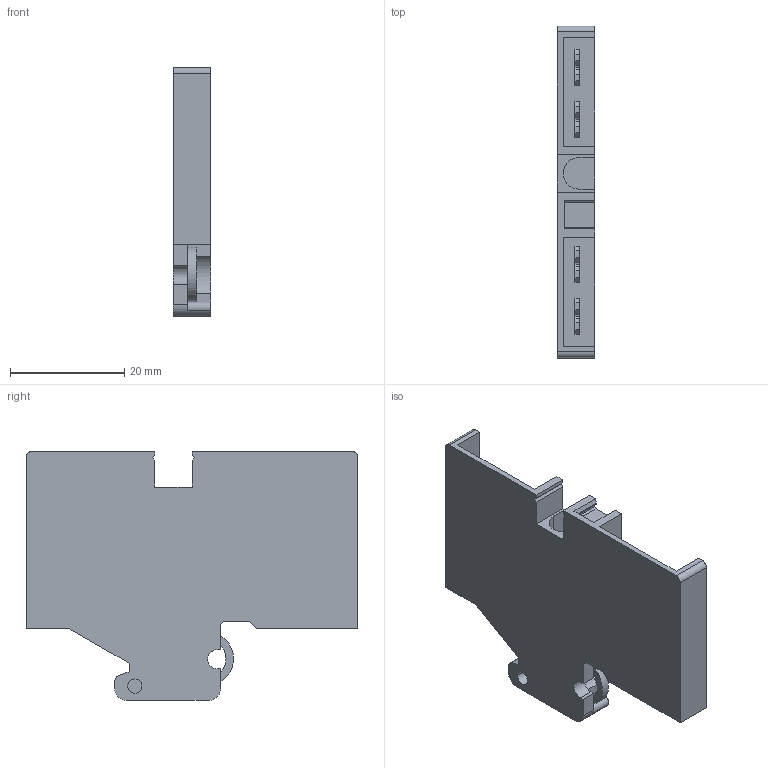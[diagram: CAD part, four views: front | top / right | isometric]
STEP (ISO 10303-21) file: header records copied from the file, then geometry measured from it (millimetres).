
FILE_DESCRIPTION(('CATIA V5R24 STEP','CAx-IF Rec.Pracs.--- Model Styling and Organization---1.2---2011-12-15'),'2;1');
FILE_NAME ('D1445974_0', '2017-01-17T08:44:30+00:00', ('Weidmueller Interface'), ('Weidmueller'), 'CATIA Version 5-6 Release 2014 SP4 HF52', 'CATIA V5 STEP AP214', 'none');
FILE_SCHEMA(('AUTOMOTIVE_DESIGN { 1 0 10303 214 1 1 1 1 }'));
Length unit declared in the file: millimetre
Products named in the file (1): v5-standard_part
Bounding box: 6.5 x 58 x 43.5 mm (x, y, z)
Volume: 9805.8 mm3; surface area: 6618.7 mm2
Topology: 6 solids, 6 shells, 192 faces, 526 edges, 351 vertices
Faces by surface type: plane 138, cylinder 54
Entity records: 5761 total; most frequent: ORIENTED_EDGE 1052, CARTESIAN_POINT 1019, DIRECTION 808, EDGE_CURVE 526, VECTOR 416, LINE 416, VERTEX_POINT 351, AXIS2_PLACEMENT_3D 252
